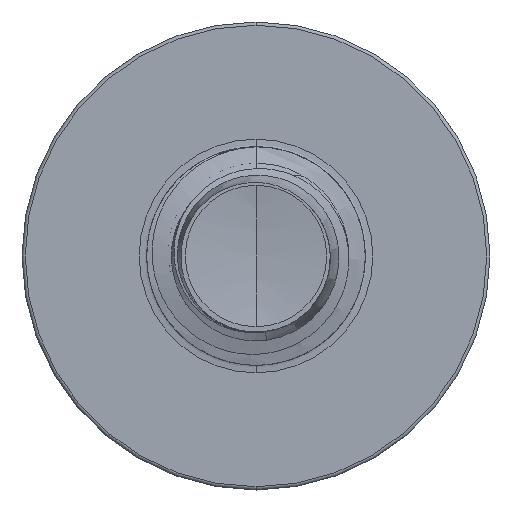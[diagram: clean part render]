
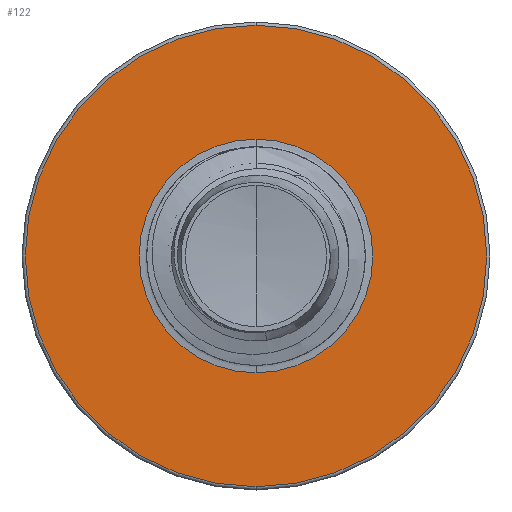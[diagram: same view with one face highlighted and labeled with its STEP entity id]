
A CAD part, front view. The second image highlights one B-rep face of the part: STEP entity #122.
In plain terms, the highlighted planar face has unit normal (0, -1, 0).
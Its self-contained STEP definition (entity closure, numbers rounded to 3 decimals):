
#40 = CARTESIAN_POINT ( 'NONE',  ( 0., 17.5, 1.872 ) ) ;
#122 = ADVANCED_FACE ( 'NONE', ( #10247, #2704 ), #24236, .F. ) ;
#331 = AXIS2_PLACEMENT_3D ( 'NONE', #6115, #25888, #8950 ) ;
#752 = CIRCLE ( 'NONE', #4151, 3.698 ) ;
#1593 = VERTEX_POINT ( 'NONE', #23760 ) ;
#2704 = FACE_BOUND ( 'NONE', #19239, .T. ) ;
#3536 = CIRCLE ( 'NONE', #32825, 1.872 ) ;
#4151 = AXIS2_PLACEMENT_3D ( 'NONE', #15136, #34930, #17978 ) ;
#5090 = AXIS2_PLACEMENT_3D ( 'NONE', #26041, #9106, #28884 ) ;
#6115 = CARTESIAN_POINT ( 'NONE',  ( 0., 17.5, 0. ) ) ;
#6264 = VERTEX_POINT ( 'NONE', #40 ) ;
#6844 = CARTESIAN_POINT ( 'NONE',  ( 0., 17.5, 0. ) ) ;
#8950 = DIRECTION ( 'NONE',  ( 0., 0., 1. ) ) ;
#9106 = DIRECTION ( 'NONE',  ( 0., 1., 0. ) ) ;
#9467 = ORIENTED_EDGE ( 'NONE', *, *, #17856, .T. ) ;
#9693 = DIRECTION ( 'NONE',  ( 0., 0., 1. ) ) ;
#10247 = FACE_OUTER_BOUND ( 'NONE', #24124, .T. ) ;
#15136 = CARTESIAN_POINT ( 'NONE',  ( 0., 17.5, 0. ) ) ;
#15489 = CARTESIAN_POINT ( 'NONE',  ( 0., 17.5, -3.697 ) ) ;
#16689 = CIRCLE ( 'NONE', #331, 1.872 ) ;
#17254 = CIRCLE ( 'NONE', #5090, 3.698 ) ;
#17856 = EDGE_CURVE ( 'NONE', #1593, #6264, #16689, .T. ) ;
#17978 = DIRECTION ( 'NONE',  ( 0., 0., 1. ) ) ;
#18140 = EDGE_CURVE ( 'NONE', #27955, #30374, #752, .T. ) ;
#18675 = DIRECTION ( 'NONE',  ( 0., 0., 1. ) ) ;
#19239 = EDGE_LOOP ( 'NONE', ( #33017, #9467 ) ) ;
#19935 = AXIS2_PLACEMENT_3D ( 'NONE', #27091, #35624, #18675 ) ;
#23760 = CARTESIAN_POINT ( 'NONE',  ( 0., 17.5, -1.872 ) ) ;
#24124 = EDGE_LOOP ( 'NONE', ( #24898, #28542 ) ) ;
#24236 = PLANE ( 'NONE',  #19935 ) ;
#24898 = ORIENTED_EDGE ( 'NONE', *, *, #35204, .F. ) ;
#25888 = DIRECTION ( 'NONE',  ( 0., 1., 0. ) ) ;
#26041 = CARTESIAN_POINT ( 'NONE',  ( 0., 17.5, 0. ) ) ;
#26627 = DIRECTION ( 'NONE',  ( 0., 1., 0. ) ) ;
#27091 = CARTESIAN_POINT ( 'NONE',  ( 0., 17.5, -1.872 ) ) ;
#27955 = VERTEX_POINT ( 'NONE', #15489 ) ;
#28542 = ORIENTED_EDGE ( 'NONE', *, *, #18140, .F. ) ;
#28884 = DIRECTION ( 'NONE',  ( 0., 0., 1. ) ) ;
#29456 = CARTESIAN_POINT ( 'NONE',  ( 0., 17.5, 3.698 ) ) ;
#30374 = VERTEX_POINT ( 'NONE', #29456 ) ;
#32825 = AXIS2_PLACEMENT_3D ( 'NONE', #6844, #26627, #9693 ) ;
#33017 = ORIENTED_EDGE ( 'NONE', *, *, #36615, .T. ) ;
#34930 = DIRECTION ( 'NONE',  ( 0., 1., 0. ) ) ;
#35204 = EDGE_CURVE ( 'NONE', #30374, #27955, #17254, .T. ) ;
#35624 = DIRECTION ( 'NONE',  ( 0., 1., 0. ) ) ;
#36615 = EDGE_CURVE ( 'NONE', #6264, #1593, #3536, .T. ) ;
